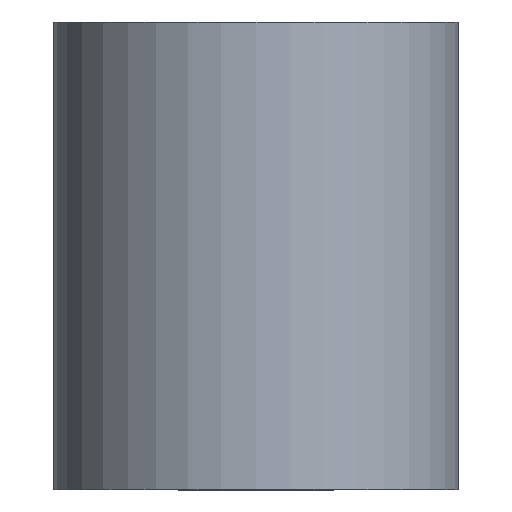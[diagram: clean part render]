
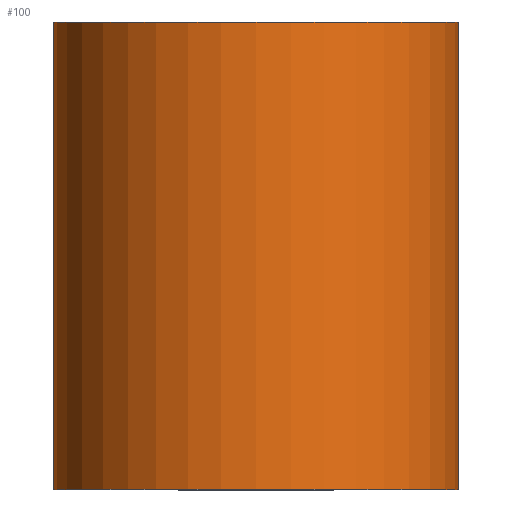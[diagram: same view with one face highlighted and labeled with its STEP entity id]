
A CAD part, top view. The second image highlights one B-rep face of the part: STEP entity #100.
In plain terms, the highlighted cylindrical face has radius 6.5 mm (diameter 13 mm), a partial arc.
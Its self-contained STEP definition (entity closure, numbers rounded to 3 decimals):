
#16=LINE('',#199,#20);
#18=LINE('',#202,#22);
#20=VECTOR('',#137,10.);
#22=VECTOR('',#139,10.);
#35=CIRCLE('',#118,6.5);
#36=CIRCLE('',#119,6.5);
#40=FACE_OUTER_BOUND('',#50,.T.);
#50=EDGE_LOOP('',(#84,#85,#86,#87));
#60=VERTEX_POINT('',#195);
#61=VERTEX_POINT('',#196);
#62=VERTEX_POINT('',#198);
#63=VERTEX_POINT('',#200);
#69=EDGE_CURVE('',#61,#62,#16,.T.);
#71=EDGE_CURVE('',#60,#63,#18,.T.);
#72=EDGE_CURVE('',#61,#60,#35,.T.);
#73=EDGE_CURVE('',#62,#63,#36,.T.);
#84=ORIENTED_EDGE('',*,*,#72,.T.);
#85=ORIENTED_EDGE('',*,*,#71,.T.);
#86=ORIENTED_EDGE('',*,*,#73,.F.);
#87=ORIENTED_EDGE('',*,*,#69,.F.);
#96=CYLINDRICAL_SURFACE('',#117,6.5);
#100=ADVANCED_FACE('',(#40),#96,.T.);
#117=AXIS2_PLACEMENT_3D('',#203,#140,#141);
#118=AXIS2_PLACEMENT_3D('',#204,#142,#143);
#119=AXIS2_PLACEMENT_3D('',#205,#144,#145);
#137=DIRECTION('',(0.,1.,0.));
#139=DIRECTION('',(0.,1.,0.));
#140=DIRECTION('center_axis',(0.,1.,0.));
#141=DIRECTION('ref_axis',(-0.385,0.,-0.923));
#142=DIRECTION('center_axis',(0.,1.,0.));
#143=DIRECTION('ref_axis',(-0.385,0.,-0.923));
#144=DIRECTION('center_axis',(0.,1.,0.));
#145=DIRECTION('ref_axis',(-0.385,0.,-0.923));
#195=CARTESIAN_POINT('',(2.5,0.,-6.));
#196=CARTESIAN_POINT('',(-2.5,0.,-6.));
#198=CARTESIAN_POINT('',(-2.5,15.,-6.));
#199=CARTESIAN_POINT('',(-2.5,0.,-6.));
#200=CARTESIAN_POINT('',(2.5,15.,-6.));
#202=CARTESIAN_POINT('',(2.5,0.,-6.));
#203=CARTESIAN_POINT('Origin',(0.,0.,0.));
#204=CARTESIAN_POINT('Origin',(0.,0.,0.));
#205=CARTESIAN_POINT('Origin',(0.,15.,0.));
